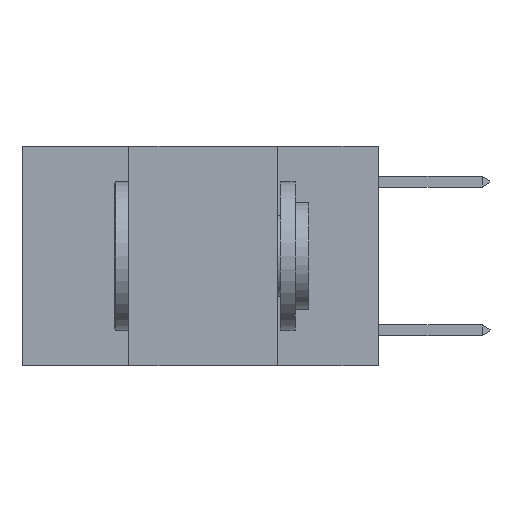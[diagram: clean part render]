
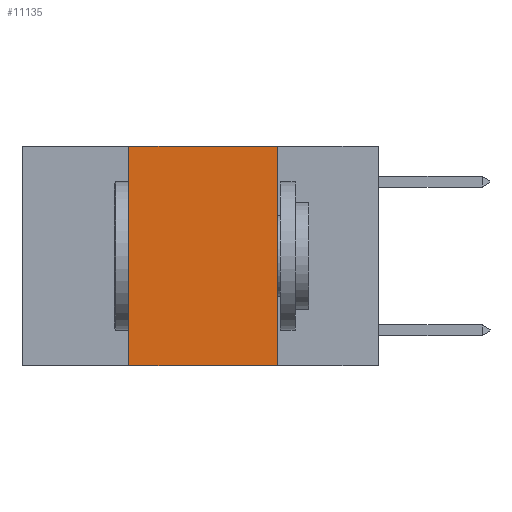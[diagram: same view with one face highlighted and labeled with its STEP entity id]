
A CAD part, left-side view. The second image highlights one B-rep face of the part: STEP entity #11135.
In plain terms, the highlighted planar face has unit normal (-1, 0, 0).
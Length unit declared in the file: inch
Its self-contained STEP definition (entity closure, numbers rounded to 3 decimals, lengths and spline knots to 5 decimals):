
#280 = ORIENTED_EDGE ( 'NONE', *, *, #4186, .F. ) ;
#422 = DIRECTION ( 'NONE',  ( 0., -1., 0. ) ) ;
#1348 = LINE ( 'NONE', #17170, #8808 ) ;
#1472 = DIRECTION ( 'NONE',  ( 0., 0., -1. ) ) ;
#1761 = EDGE_CURVE ( 'NONE', #7243, #10045, #5274, .T. ) ;
#1778 = VERTEX_POINT ( 'NONE', #6878 ) ;
#2189 = FACE_OUTER_BOUND ( 'NONE', #4736, .T. ) ;
#2549 = CARTESIAN_POINT ( 'NONE',  ( 0., 0.17, -0.37 ) ) ;
#3562 = EDGE_CURVE ( 'NONE', #1778, #10045, #17533, .T. ) ;
#3577 = CARTESIAN_POINT ( 'NONE',  ( 0., 0.6, 0. ) ) ;
#3857 = DIRECTION ( 'NONE',  ( 0., 0., -1. ) ) ;
#4186 = EDGE_CURVE ( 'NONE', #17162, #7243, #7592, .T. ) ;
#4588 = AXIS2_PLACEMENT_3D ( 'NONE', #5929, #10326, #1472 ) ;
#4736 = EDGE_LOOP ( 'NONE', ( #5039, #280, #10215, #12037 ) ) ;
#5039 = ORIENTED_EDGE ( 'NONE', *, *, #1761, .F. ) ;
#5274 = LINE ( 'NONE', #8293, #16331 ) ;
#5929 = CARTESIAN_POINT ( 'NONE',  ( 0., 0.6, 0. ) ) ;
#6878 = CARTESIAN_POINT ( 'NONE',  ( 0., 0.42, -0.37 ) ) ;
#7243 = VERTEX_POINT ( 'NONE', #10529 ) ;
#7388 = PLANE ( 'NONE',  #4588 ) ;
#7592 = LINE ( 'NONE', #3577, #14856 ) ;
#7940 = CARTESIAN_POINT ( 'NONE',  ( 0., 0.42, 0. ) ) ;
#8293 = CARTESIAN_POINT ( 'NONE',  ( 0., 0.17, 0. ) ) ;
#8808 = VECTOR ( 'NONE', #18543, 39.37008 ) ;
#10045 = VERTEX_POINT ( 'NONE', #2549 ) ;
#10215 = ORIENTED_EDGE ( 'NONE', *, *, #18685, .F. ) ;
#10326 = DIRECTION ( 'NONE',  ( 1., 0., 0. ) ) ;
#10529 = CARTESIAN_POINT ( 'NONE',  ( 0., 0.17, 0. ) ) ;
#11029 = DIRECTION ( 'NONE',  ( 0., -1., 0. ) ) ;
#11135 = ADVANCED_FACE ( 'NONE', ( #2189 ), #7388, .F. ) ;
#12037 = ORIENTED_EDGE ( 'NONE', *, *, #3562, .T. ) ;
#13734 = VECTOR ( 'NONE', #11029, 39.37008 ) ;
#13845 = CARTESIAN_POINT ( 'NONE',  ( 0., 0.6, -0.37 ) ) ;
#14856 = VECTOR ( 'NONE', #422, 39.37008 ) ;
#16331 = VECTOR ( 'NONE', #3857, 39.37008 ) ;
#17162 = VERTEX_POINT ( 'NONE', #7940 ) ;
#17170 = CARTESIAN_POINT ( 'NONE',  ( 0., 0.42, 0. ) ) ;
#17533 = LINE ( 'NONE', #13845, #13734 ) ;
#18543 = DIRECTION ( 'NONE',  ( 0., 0., 1. ) ) ;
#18685 = EDGE_CURVE ( 'NONE', #1778, #17162, #1348, .T. ) ;
